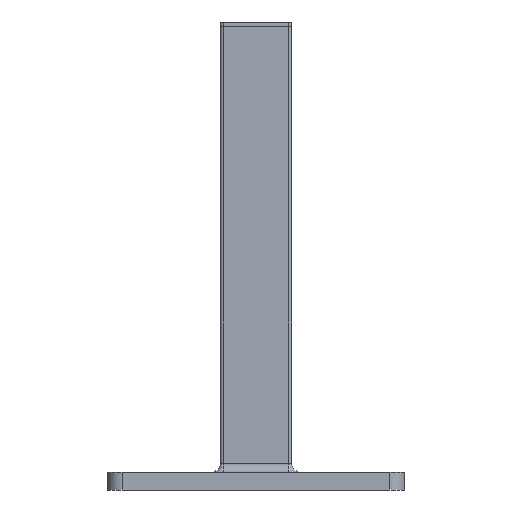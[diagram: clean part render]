
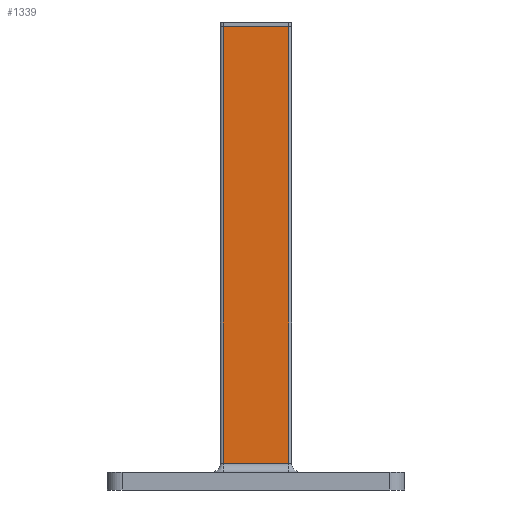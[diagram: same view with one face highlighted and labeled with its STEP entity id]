
A CAD part, front view. The second image highlights one B-rep face of the part: STEP entity #1339.
In plain terms, the highlighted planar face has unit normal (0, -1, 0).
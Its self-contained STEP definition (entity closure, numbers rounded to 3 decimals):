
#368 = VERTEX_POINT('',#369);
#369 = CARTESIAN_POINT('',(11.,23.175,9.));
#376 = EDGE_CURVE('',#368,#377,#379,.T.);
#377 = VERTEX_POINT('',#378);
#378 = CARTESIAN_POINT('',(-11.,23.175,9.));
#379 = LINE('',#380,#381);
#380 = CARTESIAN_POINT('',(11.,23.175,9.));
#381 = VECTOR('',#382,1.);
#382 = DIRECTION('',(-1.,0.,0.));
#1339 = ADVANCED_FACE('',(#1340),#1365,.T.);
#1340 = FACE_BOUND('',#1341,.T.);
#1341 = EDGE_LOOP('',(#1342,#1350,#1358,#1364));
#1342 = ORIENTED_EDGE('',*,*,#1343,.T.);
#1343 = EDGE_CURVE('',#368,#1344,#1346,.T.);
#1344 = VERTEX_POINT('',#1345);
#1345 = CARTESIAN_POINT('',(11.,23.175,156.));
#1346 = LINE('',#1347,#1348);
#1347 = CARTESIAN_POINT('',(11.,23.175,6.));
#1348 = VECTOR('',#1349,1.);
#1349 = DIRECTION('',(0.,0.,1.));
#1350 = ORIENTED_EDGE('',*,*,#1351,.T.);
#1351 = EDGE_CURVE('',#1344,#1352,#1354,.T.);
#1352 = VERTEX_POINT('',#1353);
#1353 = CARTESIAN_POINT('',(-11.,23.175,156.));
#1354 = LINE('',#1355,#1356);
#1355 = CARTESIAN_POINT('',(11.,23.175,156.));
#1356 = VECTOR('',#1357,1.);
#1357 = DIRECTION('',(-1.,0.,0.));
#1358 = ORIENTED_EDGE('',*,*,#1359,.F.);
#1359 = EDGE_CURVE('',#377,#1352,#1360,.T.);
#1360 = LINE('',#1361,#1362);
#1361 = CARTESIAN_POINT('',(-11.,23.175,6.));
#1362 = VECTOR('',#1363,1.);
#1363 = DIRECTION('',(0.,0.,1.));
#1364 = ORIENTED_EDGE('',*,*,#376,.F.);
#1365 = PLANE('',#1366);
#1366 = AXIS2_PLACEMENT_3D('',#1367,#1368,#1369);
#1367 = CARTESIAN_POINT('',(11.,23.175,6.));
#1368 = DIRECTION('',(0.,-1.,0.));
#1369 = DIRECTION('',(-1.,0.,0.));
